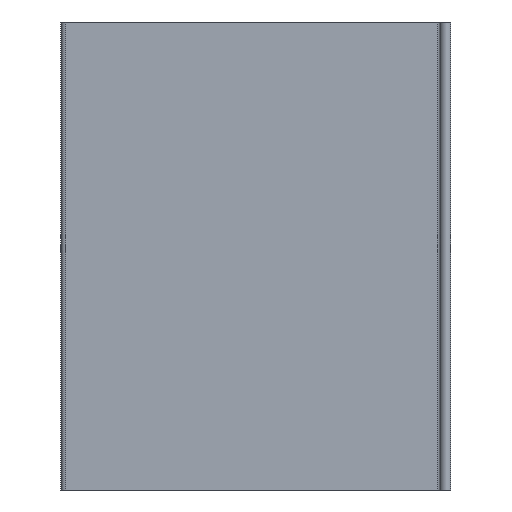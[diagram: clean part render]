
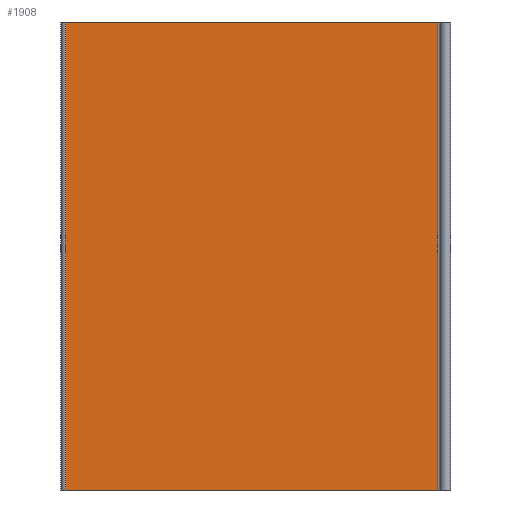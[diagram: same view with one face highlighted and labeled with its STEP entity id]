
A CAD part, left-side view. The second image highlights one B-rep face of the part: STEP entity #1908.
In plain terms, the highlighted planar face has unit normal (-1, 0, 0).
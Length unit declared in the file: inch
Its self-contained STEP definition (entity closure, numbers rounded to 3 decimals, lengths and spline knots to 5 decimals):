
#290 = CARTESIAN_POINT ( 'NONE',  ( -2., 1.12, -3. ) ) ;
#448 = LINE ( 'NONE', #1770, #4009 ) ;
#1000 = DIRECTION ( 'NONE',  ( 0., -1., 0. ) ) ;
#1028 = VERTEX_POINT ( 'NONE', #1869 ) ;
#1386 = LINE ( 'NONE', #290, #3116 ) ;
#1588 = VERTEX_POINT ( 'NONE', #3698 ) ;
#1653 = CARTESIAN_POINT ( 'NONE',  ( -2., 1.12, 0. ) ) ;
#1770 = CARTESIAN_POINT ( 'NONE',  ( -2., 1.12, -3. ) ) ;
#1869 = CARTESIAN_POINT ( 'NONE',  ( -2., 1.12, -3. ) ) ;
#1908 = ADVANCED_FACE ( 'NONE', ( #2686 ), #4099, .T. ) ;
#2026 = DIRECTION ( 'NONE',  ( 0., -1., 0. ) ) ;
#2295 = VECTOR ( 'NONE', #2026, 39.37008 ) ;
#2364 = CARTESIAN_POINT ( 'NONE',  ( -2., 1.12, -3. ) ) ;
#2383 = DIRECTION ( 'NONE',  ( 0., -1., 0. ) ) ;
#2460 = DIRECTION ( 'NONE',  ( 0., 0., 1. ) ) ;
#2462 = VECTOR ( 'NONE', #3860, 39.37008 ) ;
#2512 = CARTESIAN_POINT ( 'NONE',  ( -2., 1.12, 0. ) ) ;
#2559 = ORIENTED_EDGE ( 'NONE', *, *, #3773, .F. ) ;
#2595 = ORIENTED_EDGE ( 'NONE', *, *, #2833, .F. ) ;
#2598 = ORIENTED_EDGE ( 'NONE', *, *, #3002, .T. ) ;
#2686 = FACE_OUTER_BOUND ( 'NONE', #2894, .T. ) ;
#2833 = EDGE_CURVE ( 'NONE', #3059, #1588, #3223, .T. ) ;
#2860 = EDGE_CURVE ( 'NONE', #1028, #3466, #1386, .T. ) ;
#2894 = EDGE_LOOP ( 'NONE', ( #2595, #2559, #3154, #2598 ) ) ;
#3002 = EDGE_CURVE ( 'NONE', #3466, #1588, #3380, .T. ) ;
#3059 = VERTEX_POINT ( 'NONE', #2512 ) ;
#3116 = VECTOR ( 'NONE', #1000, 39.37008 ) ;
#3154 = ORIENTED_EDGE ( 'NONE', *, *, #2860, .T. ) ;
#3223 = LINE ( 'NONE', #1653, #2295 ) ;
#3380 = LINE ( 'NONE', #4207, #2462 ) ;
#3466 = VERTEX_POINT ( 'NONE', #3927 ) ;
#3698 = CARTESIAN_POINT ( 'NONE',  ( -2., -1.265, 0. ) ) ;
#3773 = EDGE_CURVE ( 'NONE', #1028, #3059, #448, .T. ) ;
#3860 = DIRECTION ( 'NONE',  ( 0., 0., 1. ) ) ;
#3927 = CARTESIAN_POINT ( 'NONE',  ( -2., -1.265, -3. ) ) ;
#4009 = VECTOR ( 'NONE', #2460, 39.37008 ) ;
#4099 = PLANE ( 'NONE',  #4162 ) ;
#4162 = AXIS2_PLACEMENT_3D ( 'NONE', #2364, #4436, #2383 ) ;
#4207 = CARTESIAN_POINT ( 'NONE',  ( -2., -1.265, -3. ) ) ;
#4436 = DIRECTION ( 'NONE',  ( -1., 0., 0. ) ) ;
